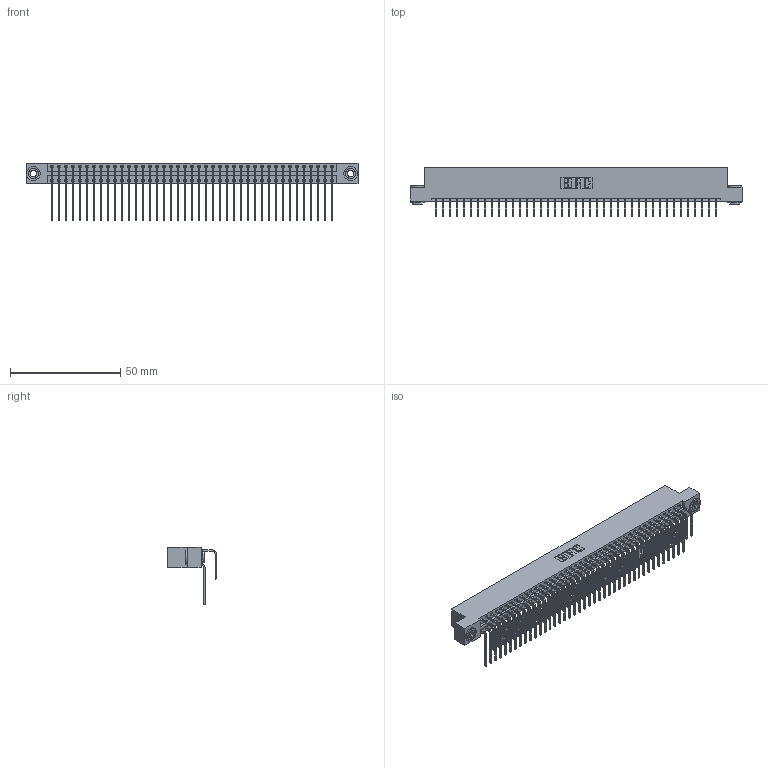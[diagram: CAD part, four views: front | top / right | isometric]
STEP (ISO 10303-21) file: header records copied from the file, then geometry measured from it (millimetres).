
FILE_DESCRIPTION (( 'STEP AP203' ), '1' );
FILE_NAME ('396-082-558-203.STEP', '2019-11-03T12:52:27', ( '' ), ( '' ), 'SwSTEP 2.0', 'SolidWorks 2016', '' );
FILE_SCHEMA (( 'CONFIG_CONTROL_DESIGN' ));
Length unit declared in the file: inch
Products named in the file (5): 345-292-001_558 Tail - 2; 396-082-558-203; 345-292-001_558 559 Tail - 1; 346 Part_Flush Mounting Lugs - 0.156 Dia-TH; 345-250-002_345-250-002-102
Assembly tree (85 placements, depth 2):
  396-082-558-203
    346 Part_Flush Mounting Lugs - 0.156 Dia-TH
    345-292-001_558 559 Tail - 1  x41
    345-292-001_558 Tail - 2  x41
    345-250-002_345-250-002-102  x2
Bounding box: 150.75 x 22.16 x 26.16 mm (x, y, z)
Volume: 15184.6 mm3; surface area: 23340 mm2
Topology: 85 solids, 85 shells, 4588 faces, 13607 edges, 8958 vertices
Faces by surface type: plane 3120, cylinder 1460, cone 8
Entity records: 29326 total; most frequent: CARTESIAN_POINT 4862, ORIENTED_EDGE 4738, DIRECTION 4339, EDGE_CURVE 2369, VECTOR 2009, LINE 2009, VERTEX_POINT 1574, AXIS2_PLACEMENT_3D 1165
